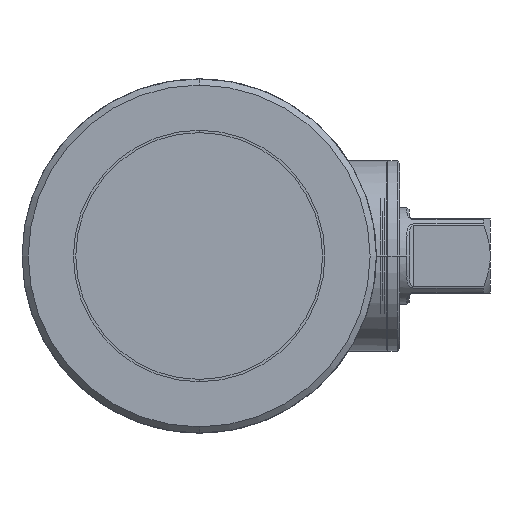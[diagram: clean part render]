
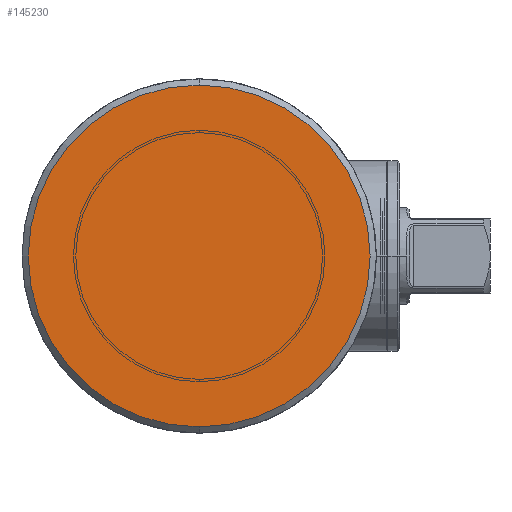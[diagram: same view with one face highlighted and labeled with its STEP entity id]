
A CAD part, left-side view. The second image highlights one B-rep face of the part: STEP entity #145230.
In plain terms, the highlighted planar face has unit normal (-1, 0, 0).
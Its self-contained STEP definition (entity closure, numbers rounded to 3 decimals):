
#144600=CARTESIAN_POINT('',(-278.935,0.,0.));
#144601=DIRECTION('',(-1.,0.,0.));
#144602=DIRECTION('',(0.,0.,-1.));
#144603=AXIS2_PLACEMENT_3D('',#144600,#144601,#144602);
#144614=CARTESIAN_POINT('',(-278.935,0.,0.));
#144615=DIRECTION('',(1.,0.,0.));
#144616=DIRECTION('',(0.,0.,-1.));
#144617=AXIS2_PLACEMENT_3D('',#144614,#144615,#144616);
#145039=CARTESIAN_POINT('',(-278.935,0.,-21.975));
#145040=CARTESIAN_POINT('',(-278.935,0.,21.975));
#145041=VERTEX_POINT('',#145039);
#145042=VERTEX_POINT('',#145040);
#145221=CARTESIAN_POINT('',(-278.935,0.,0.));
#145222=DIRECTION('',(-1.,0.,0.));
#145223=DIRECTION('',(0.,0.,1.));
#145224=AXIS2_PLACEMENT_3D('',#145221,#145222,#145223);
#145225=PLANE('',#145224);
#145226=ORIENTED_EDGE('',*,*,#145201,.F.);
#145227=ORIENTED_EDGE('',*,*,#145215,.T.);
#145228=EDGE_LOOP('',(#145226,#145227));
#145229=FACE_OUTER_BOUND('',#145228,.F.);
#145230=ADVANCED_FACE('',(#145229),#145225,.T.);
#144604=CIRCLE('',#144603,21.975);
#144618=CIRCLE('',#144617,21.975);
#145201=EDGE_CURVE('',#145041,#145042,#144604,.T.);
#145215=EDGE_CURVE('',#145041,#145042,#144618,.T.);
